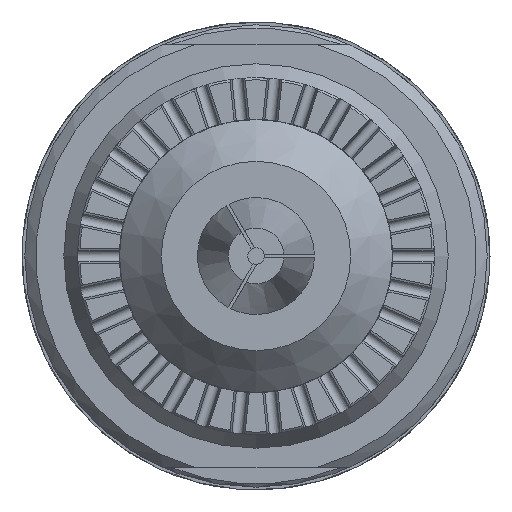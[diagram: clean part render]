
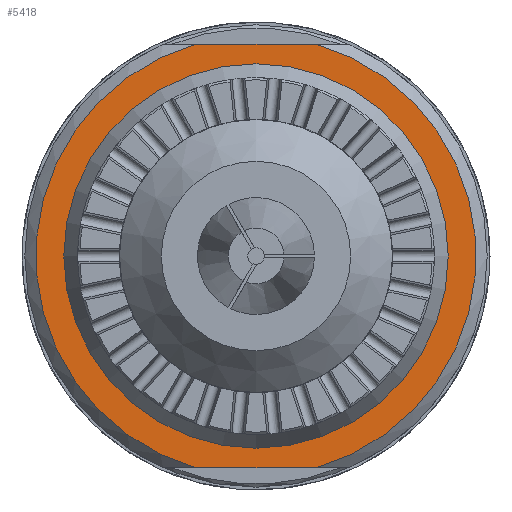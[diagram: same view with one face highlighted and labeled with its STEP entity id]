
A CAD part, left-side view. The second image highlights one B-rep face of the part: STEP entity #5418.
In plain terms, the highlighted planar face has unit normal (-1, 0, 0).
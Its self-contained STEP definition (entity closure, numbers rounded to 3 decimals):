
#288=FACE_BOUND('',#1124,.T.);
#319=PLANE('',#5823);
#815=FACE_OUTER_BOUND('',#1123,.T.);
#1123=EDGE_LOOP('',(#3944,#3945,#3946,#3947));
#1124=EDGE_LOOP('',(#3948,#3949));
#1398=LINE('',#8271,#1731);
#1402=LINE('',#8287,#1735);
#1731=VECTOR('',#6606,10.);
#1735=VECTOR('',#6614,10.);
#2116=CIRCLE('',#5814,19.75);
#2120=CIRCLE('',#5820,8.);
#2121=CIRCLE('',#5821,8.);
#2123=CIRCLE('',#5824,19.75);
#2411=VERTEX_POINT('',#8266);
#2412=VERTEX_POINT('',#8270);
#2415=VERTEX_POINT('',#8282);
#2416=VERTEX_POINT('',#8286);
#2421=VERTEX_POINT('',#8304);
#2422=VERTEX_POINT('',#8306);
#2988=EDGE_CURVE('',#2412,#2411,#1398,.T.);
#2994=EDGE_CURVE('',#2416,#2415,#1402,.T.);
#2997=EDGE_CURVE('',#2412,#2415,#2116,.T.);
#3002=EDGE_CURVE('',#2422,#2421,#2120,.T.);
#3003=EDGE_CURVE('',#2421,#2422,#2121,.T.);
#3005=EDGE_CURVE('',#2416,#2411,#2123,.T.);
#3944=ORIENTED_EDGE('',*,*,#2988,.T.);
#3945=ORIENTED_EDGE('',*,*,#3005,.F.);
#3946=ORIENTED_EDGE('',*,*,#2994,.T.);
#3947=ORIENTED_EDGE('',*,*,#2997,.F.);
#3948=ORIENTED_EDGE('',*,*,#3002,.T.);
#3949=ORIENTED_EDGE('',*,*,#3003,.T.);
#5418=ADVANCED_FACE('',(#815,#288),#319,.T.);
#5814=AXIS2_PLACEMENT_3D('',#8294,#6621,#6622);
#5820=AXIS2_PLACEMENT_3D('',#8307,#6634,#6635);
#5821=AXIS2_PLACEMENT_3D('',#8308,#6636,#6637);
#5823=AXIS2_PLACEMENT_3D('',#8310,#6640,#6641);
#5824=AXIS2_PLACEMENT_3D('',#8311,#6642,#6643);
#6606=DIRECTION('',(0.,-1.,0.));
#6614=DIRECTION('',(0.,1.,0.));
#6621=DIRECTION('center_axis',(1.,0.,0.));
#6622=DIRECTION('ref_axis',(0.,1.,0.));
#6634=DIRECTION('center_axis',(1.,0.,0.));
#6635=DIRECTION('ref_axis',(0.,1.,0.));
#6636=DIRECTION('center_axis',(1.,0.,0.));
#6637=DIRECTION('ref_axis',(0.,1.,0.));
#6640=DIRECTION('center_axis',(-1.,0.,0.));
#6641=DIRECTION('ref_axis',(0.,0.,1.));
#6642=DIRECTION('center_axis',(1.,0.,0.));
#6643=DIRECTION('ref_axis',(0.,1.,0.));
#8266=CARTESIAN_POINT('',(-87.5,-5.391,-19.));
#8270=CARTESIAN_POINT('',(-87.5,5.391,-19.));
#8271=CARTESIAN_POINT('',(-87.5,1.392,-19.));
#8282=CARTESIAN_POINT('',(-87.5,5.391,19.));
#8286=CARTESIAN_POINT('',(-87.5,-5.391,19.));
#8287=CARTESIAN_POINT('',(-87.5,12.483,19.));
#8294=CARTESIAN_POINT('Origin',(-87.5,0.,
0.));
#8304=CARTESIAN_POINT('',(-87.5,-8.,0.));
#8306=CARTESIAN_POINT('',(-87.5,8.,0.));
#8307=CARTESIAN_POINT('Origin',(-87.5,0.,
0.));
#8308=CARTESIAN_POINT('Origin',(-87.5,0.,
0.));
#8310=CARTESIAN_POINT('Origin',(-87.5,13.875,0.));
#8311=CARTESIAN_POINT('Origin',(-87.5,0.,
0.));
